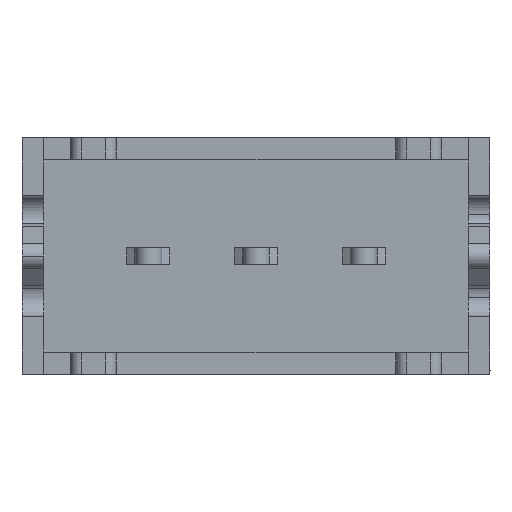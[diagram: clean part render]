
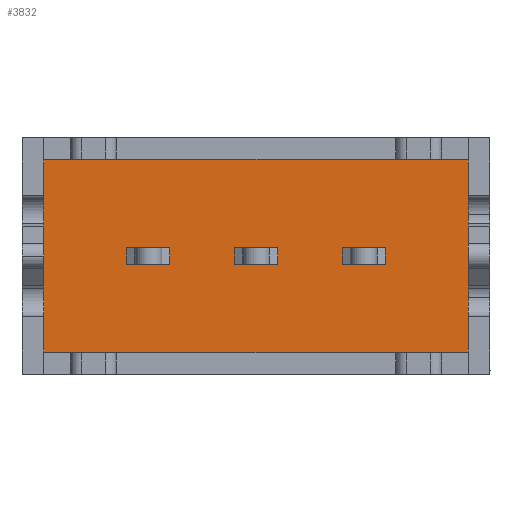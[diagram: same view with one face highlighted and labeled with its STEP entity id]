
A CAD part, front view. The second image highlights one B-rep face of the part: STEP entity #3832.
In plain terms, the highlighted planar face has unit normal (0, -1, 0).
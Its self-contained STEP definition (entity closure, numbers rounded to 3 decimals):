
#226 = CARTESIAN_POINT ( 'NONE',  ( -3.95, 0.7, -1.8 ) ) ;
#728 = DIRECTION ( 'NONE',  ( 0., 0., -1. ) ) ;
#792 = DIRECTION ( 'NONE',  ( -1., 0., 0. ) ) ;
#839 = CARTESIAN_POINT ( 'NONE',  ( 3.95, 0.7, 1.8 ) ) ;
#902 = LINE ( 'NONE', #1508, #2264 ) ;
#915 = VECTOR ( 'NONE', #2768, 1000. ) ;
#1037 = VECTOR ( 'NONE', #1376, 1000. ) ;
#1047 = CARTESIAN_POINT ( 'NONE',  ( 0., 0.7, 0. ) ) ;
#1113 = VERTEX_POINT ( 'NONE', #839 ) ;
#1177 = ORIENTED_EDGE ( 'NONE', *, *, #2122, .T. ) ;
#1369 = LINE ( 'NONE', #4571, #1037 ) ;
#1376 = DIRECTION ( 'NONE',  ( 0., 0., 1. ) ) ;
#1397 = EDGE_LOOP ( 'NONE', ( #1794, #2847, #3727, #1177 ) ) ;
#1403 = DIRECTION ( 'NONE',  ( 0., -1., 0. ) ) ;
#1508 = CARTESIAN_POINT ( 'NONE',  ( 3.95, 0.7, 1.8 ) ) ;
#1794 = ORIENTED_EDGE ( 'NONE', *, *, #2240, .T. ) ;
#1923 = CARTESIAN_POINT ( 'NONE',  ( -3.95, 0.7, 1.8 ) ) ;
#2046 = CARTESIAN_POINT ( 'NONE',  ( 3.95, 0.7, -1.8 ) ) ;
#2073 = VERTEX_POINT ( 'NONE', #226 ) ;
#2122 = EDGE_CURVE ( 'NONE', #2073, #2687, #2555, .T. ) ;
#2155 = PLANE ( 'NONE',  #3468 ) ;
#2173 = CARTESIAN_POINT ( 'NONE',  ( -3.95, 0.7, -1.8 ) ) ;
#2240 = EDGE_CURVE ( 'NONE', #2687, #1113, #1369, .T. ) ;
#2264 = VECTOR ( 'NONE', #792, 1000. ) ;
#2388 = EDGE_CURVE ( 'NONE', #3095, #2073, #3982, .T. ) ;
#2425 = CARTESIAN_POINT ( 'NONE',  ( -3.95, 0.7, -1.8 ) ) ;
#2555 = LINE ( 'NONE', #2425, #915 ) ;
#2687 = VERTEX_POINT ( 'NONE', #2046 ) ;
#2768 = DIRECTION ( 'NONE',  ( 1., 0., 0. ) ) ;
#2847 = ORIENTED_EDGE ( 'NONE', *, *, #4107, .T. ) ;
#3095 = VERTEX_POINT ( 'NONE', #1923 ) ;
#3468 = AXIS2_PLACEMENT_3D ( 'NONE', #1047, #1403, #4250 ) ;
#3727 = ORIENTED_EDGE ( 'NONE', *, *, #2388, .T. ) ;
#3763 = VECTOR ( 'NONE', #728, 1000. ) ;
#3832 = ADVANCED_FACE ( 'NONE', ( #4307 ), #2155, .T. ) ;
#3982 = LINE ( 'NONE', #2173, #3763 ) ;
#4107 = EDGE_CURVE ( 'NONE', #1113, #3095, #902, .T. ) ;
#4250 = DIRECTION ( 'NONE',  ( 0., 0., -1. ) ) ;
#4307 = FACE_OUTER_BOUND ( 'NONE', #1397, .T. ) ;
#4571 = CARTESIAN_POINT ( 'NONE',  ( 3.95, 0.7, 1.8 ) ) ;
